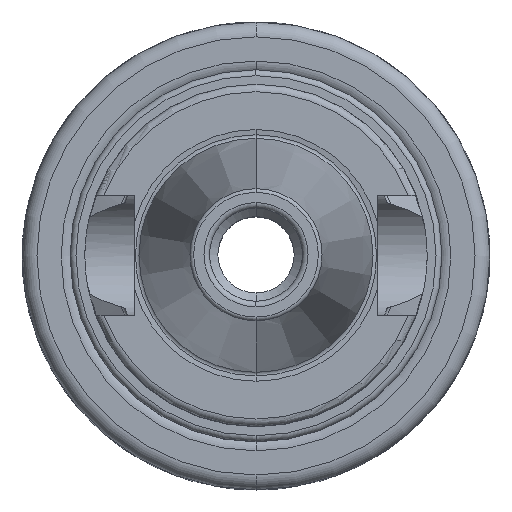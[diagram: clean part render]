
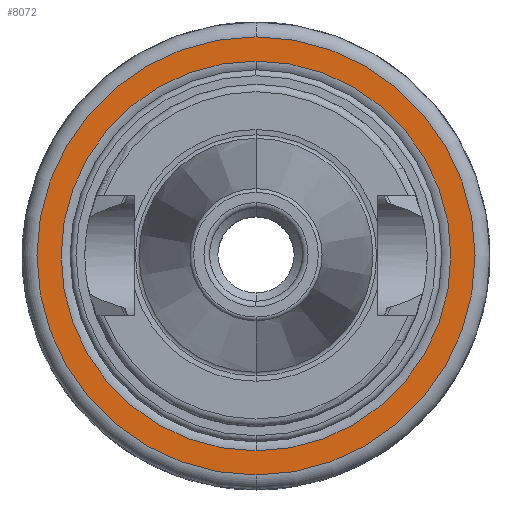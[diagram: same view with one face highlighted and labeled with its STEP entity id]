
A CAD part, top view. The second image highlights one B-rep face of the part: STEP entity #8072.
In plain terms, the highlighted planar face has unit normal (0, 0, 1).
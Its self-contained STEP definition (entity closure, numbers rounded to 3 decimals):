
#1992=CARTESIAN_POINT('',(0,0,-22.1));
#1993=DIRECTION('',(0,0,1));
#1994=DIRECTION('',(0,1,0));
#1995=AXIS2_PLACEMENT_3D('',#1992,#1993,#1994);
#1997=CARTESIAN_POINT('',(0,0,-22.1));
#1998=DIRECTION('',(0,0,-1));
#1999=DIRECTION('',(0,1,0));
#2000=AXIS2_PLACEMENT_3D('',#1997,#1998,#1999);
#2007=CARTESIAN_POINT('',(0,0,-22.1));
#2008=DIRECTION('',(0,0,-1));
#2009=DIRECTION('',(0,1,0));
#2010=AXIS2_PLACEMENT_3D('',#2007,#2008,#2009);
#2055=CARTESIAN_POINT('',(0,0,-22.1));
#2056=DIRECTION('',(0,0,1));
#2057=DIRECTION('',(0,1,0));
#2058=AXIS2_PLACEMENT_3D('',#2055,#2056,#2057);
#4360=CARTESIAN_POINT('',(0,29.45,-22.1));
#4361=CARTESIAN_POINT('',(0,-29.45,-22.1));
#4362=VERTEX_POINT('',#4360);
#4363=VERTEX_POINT('',#4361);
#4364=CARTESIAN_POINT('',(0,26.201,-22.1));
#4365=CARTESIAN_POINT('',(0,-26.201,-22.1));
#4366=VERTEX_POINT('',#4364);
#4367=VERTEX_POINT('',#4365);
#8057=CARTESIAN_POINT('',(0,0,-22.1));
#8058=DIRECTION('',(0,0,1));
#8059=DIRECTION('',(0,-1,0));
#8060=AXIS2_PLACEMENT_3D('',#8057,#8058,#8059);
#8061=PLANE('',#8060);
#8062=ORIENTED_EDGE('',*,*,#5465,.F.);
#8063=ORIENTED_EDGE('',*,*,#5450,.T.);
#8064=EDGE_LOOP('',(#8062,#8063));
#8065=FACE_OUTER_BOUND('',#8064,.F.);
#8067=ORIENTED_EDGE('',*,*,#8066,.F.);
#8069=ORIENTED_EDGE('',*,*,#8068,.T.);
#8070=EDGE_LOOP('',(#8067,#8069));
#8071=FACE_BOUND('',#8070,.F.);
#8072=ADVANCED_FACE('',(#8065,#8071),#8061,.T.);
#1996=CIRCLE('',#1995,29.45);
#2001=CIRCLE('',#2000,29.45);
#2011=CIRCLE('',#2010,26.201);
#2059=CIRCLE('',#2058,26.201);
#5450=EDGE_CURVE('',#4362,#4363,#2001,.T.);
#5465=EDGE_CURVE('',#4362,#4363,#1996,.T.);
#8066=EDGE_CURVE('',#4366,#4367,#2011,.T.);
#8068=EDGE_CURVE('',#4366,#4367,#2059,.T.);
